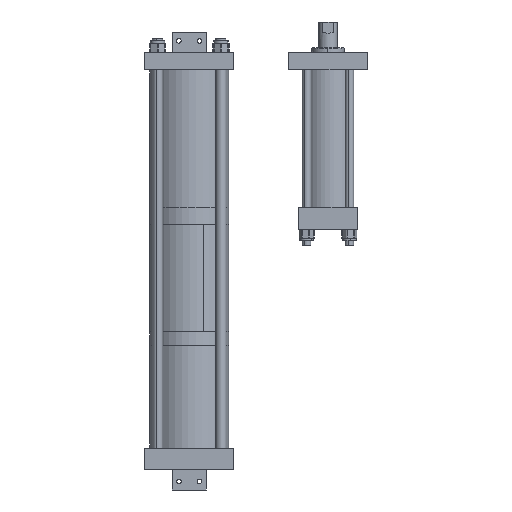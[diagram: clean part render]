
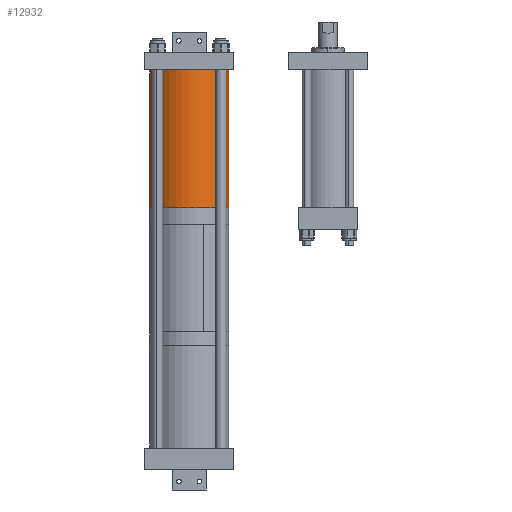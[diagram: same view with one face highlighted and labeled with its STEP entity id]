
A CAD part, front view. The second image highlights one B-rep face of the part: STEP entity #12932.
In plain terms, the highlighted cylindrical face has radius 73.025 mm (diameter 146.05 mm), a partial arc.
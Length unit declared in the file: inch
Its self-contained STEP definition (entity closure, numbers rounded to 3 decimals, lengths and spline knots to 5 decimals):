
#768 = AXIS2_PLACEMENT_3D ( 'NONE', #16029, #12582, #2260 ) ;
#883 = VERTEX_POINT ( 'NONE', #2556 ) ;
#1462 = CYLINDRICAL_SURFACE ( 'NONE', #12432, 2.875 ) ;
#1862 = DIRECTION ( 'NONE',  ( 0., 0., -1. ) ) ;
#2016 = ORIENTED_EDGE ( 'NONE', *, *, #12580, .T. ) ;
#2260 = DIRECTION ( 'NONE',  ( 1., 0., 0. ) ) ;
#2273 = DIRECTION ( 'NONE',  ( 0., 0., -1. ) ) ;
#2365 = ORIENTED_EDGE ( 'NONE', *, *, #6041, .T. ) ;
#2493 = VERTEX_POINT ( 'NONE', #9440 ) ;
#2556 = CARTESIAN_POINT ( 'NONE',  ( -2.875, 0., 10.035 ) ) ;
#3624 = DIRECTION ( 'NONE',  ( -1., 0., 0. ) ) ;
#3654 = VECTOR ( 'NONE', #2273, 39.37008 ) ;
#4249 = LINE ( 'NONE', #14977, #3654 ) ;
#4735 = EDGE_CURVE ( 'NONE', #883, #9189, #15795, .T. ) ;
#5251 = FACE_OUTER_BOUND ( 'NONE', #13844, .T. ) ;
#5536 = CARTESIAN_POINT ( 'NONE',  ( 2.875, 0., 10.035 ) ) ;
#5647 = DIRECTION ( 'NONE',  ( 0., 0., 1. ) ) ;
#6041 = EDGE_CURVE ( 'NONE', #12503, #2493, #6740, .T. ) ;
#6092 = CARTESIAN_POINT ( 'NONE',  ( 0., 0., 10.035 ) ) ;
#6740 = CIRCLE ( 'NONE', #768, 2.875 ) ;
#7110 = VECTOR ( 'NONE', #1862, 39.37008 ) ;
#7544 = CARTESIAN_POINT ( 'NONE',  ( -2.875, 0., 0. ) ) ;
#8337 = CARTESIAN_POINT ( 'NONE',  ( 0., 0., 10.035 ) ) ;
#9143 = ORIENTED_EDGE ( 'NONE', *, *, #11306, .F. ) ;
#9189 = VERTEX_POINT ( 'NONE', #5536 ) ;
#9440 = CARTESIAN_POINT ( 'NONE',  ( 2.875, 0., 0. ) ) ;
#10872 = LINE ( 'NONE', #13319, #7110 ) ;
#11284 = DIRECTION ( 'NONE',  ( 0., 0., -1. ) ) ;
#11306 = EDGE_CURVE ( 'NONE', #9189, #2493, #10872, .T. ) ;
#12432 = AXIS2_PLACEMENT_3D ( 'NONE', #6092, #11284, #3624 ) ;
#12503 = VERTEX_POINT ( 'NONE', #7544 ) ;
#12580 = EDGE_CURVE ( 'NONE', #883, #12503, #4249, .T. ) ;
#12582 = DIRECTION ( 'NONE',  ( 0., 0., 1. ) ) ;
#12932 = ADVANCED_FACE ( 'NONE', ( #5251 ), #1462, .T. ) ;
#13319 = CARTESIAN_POINT ( 'NONE',  ( 2.875, 0., 10.035 ) ) ;
#13844 = EDGE_LOOP ( 'NONE', ( #9143, #14720, #2016, #2365 ) ) ;
#14607 = DIRECTION ( 'NONE',  ( 1., 0., 0. ) ) ;
#14720 = ORIENTED_EDGE ( 'NONE', *, *, #4735, .F. ) ;
#14977 = CARTESIAN_POINT ( 'NONE',  ( -2.875, 0., 10.035 ) ) ;
#15795 = CIRCLE ( 'NONE', #15883, 2.875 ) ;
#15883 = AXIS2_PLACEMENT_3D ( 'NONE', #8337, #5647, #14607 ) ;
#16029 = CARTESIAN_POINT ( 'NONE',  ( 0., 0., 0. ) ) ;
